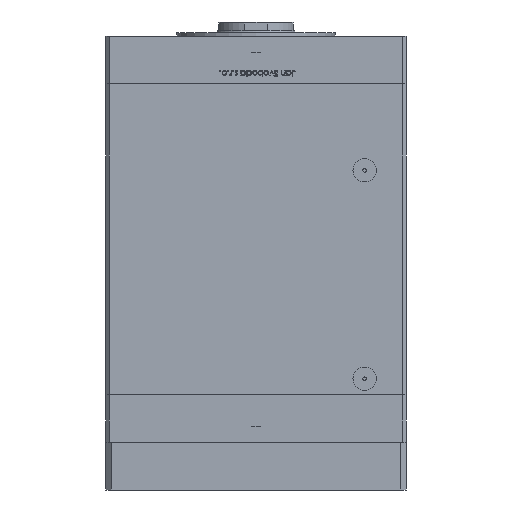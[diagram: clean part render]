
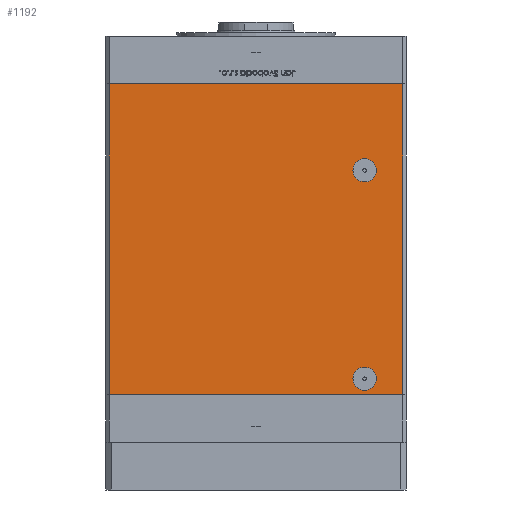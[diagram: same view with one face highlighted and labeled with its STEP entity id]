
A CAD part, front view. The second image highlights one B-rep face of the part: STEP entity #1192.
In plain terms, the highlighted planar face has unit normal (0, -1, 0).
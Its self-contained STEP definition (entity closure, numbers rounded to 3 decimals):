
#289 = DIRECTION ( 'NONE',  ( 1., 0., 0. ) ) ;
#666 = AXIS2_PLACEMENT_3D ( 'NONE', #24160, #2228, #24439 ) ;
#1192 = ADVANCED_FACE ( 'NONE', ( #48771, #19073, #36473 ), #48499, .F. ) ;
#1372 = VERTEX_POINT ( 'NONE', #32765 ) ;
#1878 = CARTESIAN_POINT ( 'NONE',  ( 61.5, -72.5, 2.42 ) ) ;
#2210 = DIRECTION ( 'NONE',  ( 1., 0., 0. ) ) ;
#2228 = DIRECTION ( 'NONE',  ( 0., 1., 0. ) ) ;
#2712 = ORIENTED_EDGE ( 'NONE', *, *, #50957, .T. ) ;
#4376 = CIRCLE ( 'NONE', #43552, 6.58 ) ;
#4562 = LINE ( 'NONE', #39365, #52570 ) ;
#5127 = CARTESIAN_POINT ( 'NONE',  ( -83., -72.5, 176. ) ) ;
#5631 = CIRCLE ( 'NONE', #37497, 6.58 ) ;
#7455 = LINE ( 'NONE', #17130, #24510 ) ;
#7832 = CARTESIAN_POINT ( 'NONE',  ( 61.5, -72.5, 9. ) ) ;
#9284 = EDGE_CURVE ( 'NONE', #35424, #47397, #30711, .T. ) ;
#9421 = DIRECTION ( 'NONE',  ( 0., 1., 0. ) ) ;
#10679 = EDGE_CURVE ( 'NONE', #34370, #53198, #7455, .T. ) ;
#13186 = ORIENTED_EDGE ( 'NONE', *, *, #9284, .T. ) ;
#13251 = EDGE_LOOP ( 'NONE', ( #2712, #44471, #16508, #13186 ) ) ;
#16508 = ORIENTED_EDGE ( 'NONE', *, *, #21151, .F. ) ;
#16602 = ORIENTED_EDGE ( 'NONE', *, *, #52389, .F. ) ;
#16642 = DIRECTION ( 'NONE',  ( 0., 0., -1. ) ) ;
#16668 = DIRECTION ( 'NONE',  ( 0., -1., 0. ) ) ;
#17130 = CARTESIAN_POINT ( 'NONE',  ( 83., -72.5, 176. ) ) ;
#19073 = FACE_OUTER_BOUND ( 'NONE', #13251, .T. ) ;
#20555 = DIRECTION ( 'NONE',  ( 0., 0., -1. ) ) ;
#20830 = VERTEX_POINT ( 'NONE', #50514 ) ;
#20911 = DIRECTION ( 'NONE',  ( 0., 1., 0. ) ) ;
#21151 = EDGE_CURVE ( 'NONE', #35424, #34370, #4562, .T. ) ;
#23291 = ORIENTED_EDGE ( 'NONE', *, *, #25335, .T. ) ;
#23722 = CARTESIAN_POINT ( 'NONE',  ( -83., -72.5, 176. ) ) ;
#24160 = CARTESIAN_POINT ( 'NONE',  ( 61.5, -72.5, 127. ) ) ;
#24439 = DIRECTION ( 'NONE',  ( 0., 0., -1. ) ) ;
#24510 = VECTOR ( 'NONE', #20555, 1000. ) ;
#25335 = EDGE_CURVE ( 'NONE', #31918, #20830, #51691, .T. ) ;
#25812 = EDGE_CURVE ( 'NONE', #52253, #1372, #4376, .T. ) ;
#26145 = ORIENTED_EDGE ( 'NONE', *, *, #40557, .T. ) ;
#27641 = DIRECTION ( 'NONE',  ( 0., 0., 1. ) ) ;
#30590 = CARTESIAN_POINT ( 'NONE',  ( 83., -72.5, 176. ) ) ;
#30711 = LINE ( 'NONE', #44128, #38165 ) ;
#31187 = DIRECTION ( 'NONE',  ( 0., 0., -1. ) ) ;
#31918 = VERTEX_POINT ( 'NONE', #34843 ) ;
#32429 = CARTESIAN_POINT ( 'NONE',  ( -83., -72.5, 0. ) ) ;
#32765 = CARTESIAN_POINT ( 'NONE',  ( 61.5, -72.5, 15.58 ) ) ;
#34370 = VERTEX_POINT ( 'NONE', #30590 ) ;
#34843 = CARTESIAN_POINT ( 'NONE',  ( 61.5, -72.5, 120.42 ) ) ;
#34913 = CARTESIAN_POINT ( 'NONE',  ( 61.5, -72.5, 9. ) ) ;
#35424 = VERTEX_POINT ( 'NONE', #23722 ) ;
#35718 = EDGE_LOOP ( 'NONE', ( #49738, #16602 ) ) ;
#36473 = FACE_BOUND ( 'NONE', #36770, .T. ) ;
#36770 = EDGE_LOOP ( 'NONE', ( #23291, #26145 ) ) ;
#37497 = AXIS2_PLACEMENT_3D ( 'NONE', #54580, #20911, #16642 ) ;
#38165 = VECTOR ( 'NONE', #39569, 1000. ) ;
#39203 = DIRECTION ( 'NONE',  ( 0., 0., -1. ) ) ;
#39365 = CARTESIAN_POINT ( 'NONE',  ( -83., -72.5, 176. ) ) ;
#39569 = DIRECTION ( 'NONE',  ( 0., 0., -1. ) ) ;
#40557 = EDGE_CURVE ( 'NONE', #20830, #31918, #5631, .T. ) ;
#43552 = AXIS2_PLACEMENT_3D ( 'NONE', #34913, #52577, #31187 ) ;
#44128 = CARTESIAN_POINT ( 'NONE',  ( -83., -72.5, 176. ) ) ;
#44260 = CARTESIAN_POINT ( 'NONE',  ( -83., -72.5, 0. ) ) ;
#44471 = ORIENTED_EDGE ( 'NONE', *, *, #10679, .F. ) ;
#45563 = LINE ( 'NONE', #32429, #52893 ) ;
#45671 = AXIS2_PLACEMENT_3D ( 'NONE', #7832, #16668, #39203 ) ;
#47397 = VERTEX_POINT ( 'NONE', #44260 ) ;
#48467 = CARTESIAN_POINT ( 'NONE',  ( 83., -72.5, 0. ) ) ;
#48499 = PLANE ( 'NONE',  #51658 ) ;
#48771 = FACE_BOUND ( 'NONE', #35718, .T. ) ;
#49738 = ORIENTED_EDGE ( 'NONE', *, *, #25812, .F. ) ;
#50514 = CARTESIAN_POINT ( 'NONE',  ( 61.5, -72.5, 133.58 ) ) ;
#50957 = EDGE_CURVE ( 'NONE', #47397, #53198, #45563, .T. ) ;
#51658 = AXIS2_PLACEMENT_3D ( 'NONE', #5127, #9421, #27641 ) ;
#51691 = CIRCLE ( 'NONE', #666, 6.58 ) ;
#52253 = VERTEX_POINT ( 'NONE', #1878 ) ;
#52389 = EDGE_CURVE ( 'NONE', #1372, #52253, #54729, .T. ) ;
#52570 = VECTOR ( 'NONE', #289, 1000. ) ;
#52577 = DIRECTION ( 'NONE',  ( 0., -1., 0. ) ) ;
#52893 = VECTOR ( 'NONE', #2210, 1000. ) ;
#53198 = VERTEX_POINT ( 'NONE', #48467 ) ;
#54580 = CARTESIAN_POINT ( 'NONE',  ( 61.5, -72.5, 127. ) ) ;
#54729 = CIRCLE ( 'NONE', #45671, 6.58 ) ;
